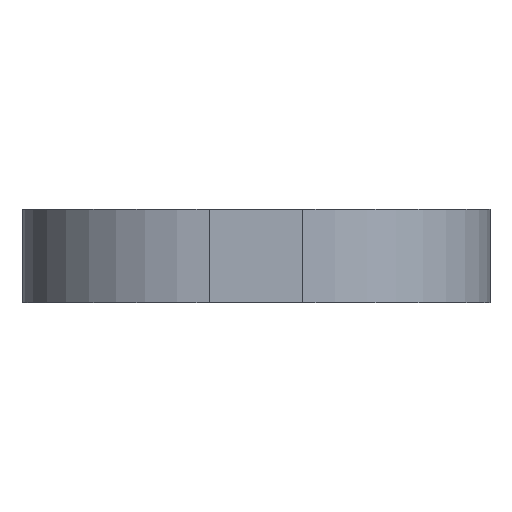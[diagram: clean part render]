
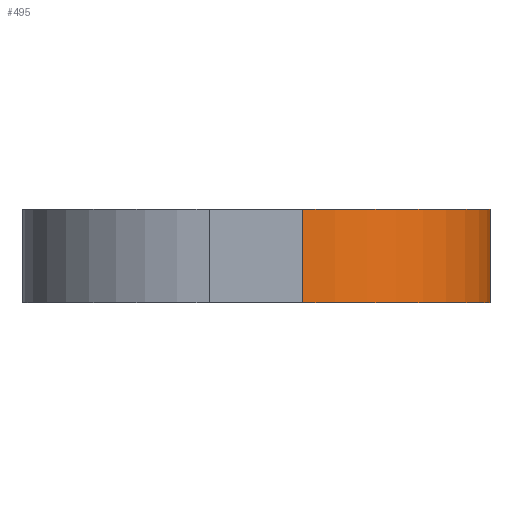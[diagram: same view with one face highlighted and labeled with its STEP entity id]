
A CAD part, left-side view. The second image highlights one B-rep face of the part: STEP entity #495.
In plain terms, the highlighted cylindrical face has radius 4 mm (diameter 8 mm), a partial arc.
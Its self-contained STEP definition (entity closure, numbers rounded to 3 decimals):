
#3 = DIRECTION ( 'NONE',  ( 0., 0., -1. ) ) ;
#20 = VECTOR ( 'NONE', #194, 1000. ) ;
#32 = EDGE_LOOP ( 'NONE', ( #429, #203, #34, #391 ) ) ;
#34 = ORIENTED_EDGE ( 'NONE', *, *, #215, .F. ) ;
#89 = DIRECTION ( 'NONE',  ( 0., 0., -1. ) ) ;
#96 = DIRECTION ( 'NONE',  ( 1., 0., 0. ) ) ;
#109 = CARTESIAN_POINT ( 'NONE',  ( -166., -5., 2. ) ) ;
#110 = AXIS2_PLACEMENT_3D ( 'NONE', #454, #89, #96 ) ;
#113 = AXIS2_PLACEMENT_3D ( 'NONE', #440, #355, #210 ) ;
#150 = EDGE_CURVE ( 'NONE', #237, #280, #339, .T. ) ;
#167 = DIRECTION ( 'NONE',  ( -1., 0., 0. ) ) ;
#194 = DIRECTION ( 'NONE',  ( 0., 0., -1. ) ) ;
#203 = ORIENTED_EDGE ( 'NONE', *, *, #150, .F. ) ;
#204 = CARTESIAN_POINT ( 'NONE',  ( -166., -1., 2. ) ) ;
#210 = DIRECTION ( 'NONE',  ( 1., 0., 0. ) ) ;
#215 = EDGE_CURVE ( 'NONE', #467, #237, #422, .T. ) ;
#237 = VERTEX_POINT ( 'NONE', #377 ) ;
#280 = VERTEX_POINT ( 'NONE', #313 ) ;
#288 = CYLINDRICAL_SURFACE ( 'NONE', #469, 4. ) ;
#302 = DIRECTION ( 'NONE',  ( 0., 0., 1. ) ) ;
#313 = CARTESIAN_POINT ( 'NONE',  ( -170., -1., 2. ) ) ;
#317 = LINE ( 'NONE', #109, #20 ) ;
#339 = LINE ( 'NONE', #501, #507 ) ;
#355 = DIRECTION ( 'NONE',  ( 0., 0., 1. ) ) ;
#377 = CARTESIAN_POINT ( 'NONE',  ( -170., -1., 0. ) ) ;
#391 = ORIENTED_EDGE ( 'NONE', *, *, #399, .F. ) ;
#395 = CARTESIAN_POINT ( 'NONE',  ( -166., -5., 2. ) ) ;
#399 = EDGE_CURVE ( 'NONE', #408, #467, #317, .T. ) ;
#408 = VERTEX_POINT ( 'NONE', #395 ) ;
#415 = CIRCLE ( 'NONE', #113, 4. ) ;
#422 = CIRCLE ( 'NONE', #110, 4. ) ;
#429 = ORIENTED_EDGE ( 'NONE', *, *, #479, .F. ) ;
#440 = CARTESIAN_POINT ( 'NONE',  ( -166., -1., 2. ) ) ;
#454 = CARTESIAN_POINT ( 'NONE',  ( -166., -1., 0. ) ) ;
#467 = VERTEX_POINT ( 'NONE', #475 ) ;
#469 = AXIS2_PLACEMENT_3D ( 'NONE', #204, #3, #167 ) ;
#473 = FACE_OUTER_BOUND ( 'NONE', #32, .T. ) ;
#475 = CARTESIAN_POINT ( 'NONE',  ( -166., -5., 0. ) ) ;
#479 = EDGE_CURVE ( 'NONE', #280, #408, #415, .T. ) ;
#495 = ADVANCED_FACE ( 'NONE', ( #473 ), #288, .T. ) ;
#501 = CARTESIAN_POINT ( 'NONE',  ( -170., -1., 2. ) ) ;
#507 = VECTOR ( 'NONE', #302, 1000. ) ;
